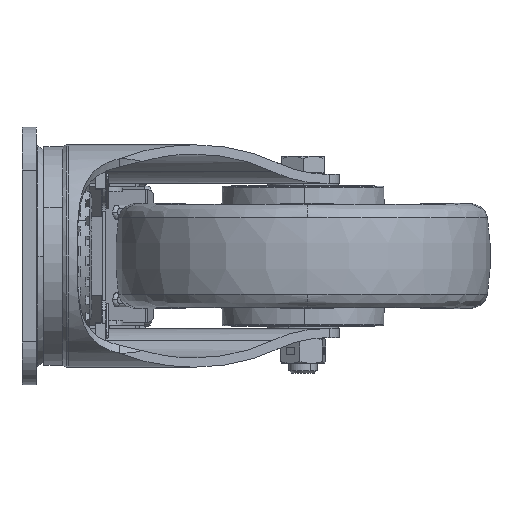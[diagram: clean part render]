
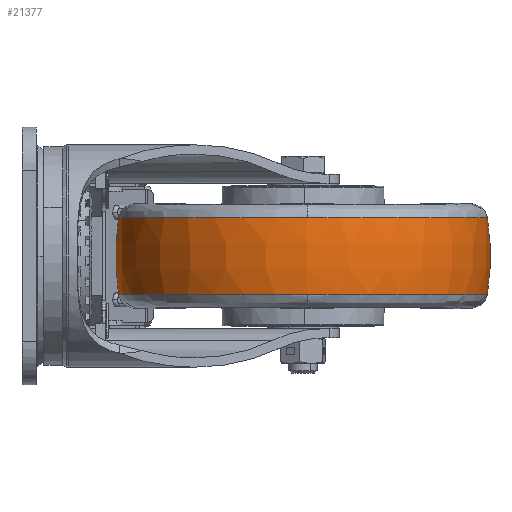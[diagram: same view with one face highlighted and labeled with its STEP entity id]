
A CAD part, left-side view. The second image highlights one B-rep face of the part: STEP entity #21377.
In plain terms, the highlighted toroidal (fillet/blend) face has major radius 30 mm and minor radius 110 mm.
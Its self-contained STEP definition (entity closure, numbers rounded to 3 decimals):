
#389 = CARTESIAN_POINT ( 'NONE',  ( -18.765, -121.873, 16.289 ) ) ;
#1458 = CARTESIAN_POINT ( 'NONE',  ( 60., -120., 16.289 ) ) ;
#2789 = VERTEX_POINT ( 'NONE', #389 ) ;
#3185 = ORIENTED_EDGE ( 'NONE', *, *, #25235, .T. ) ;
#5340 = DIRECTION ( 'NONE',  ( 0., 0., 1. ) ) ;
#5564 = ORIENTED_EDGE ( 'NONE', *, *, #36811, .T. ) ;
#7495 = CARTESIAN_POINT ( 'NONE',  ( 60., -120., 16.289 ) ) ;
#8046 = FACE_OUTER_BOUND ( 'NONE', #15624, .T. ) ;
#8803 = DIRECTION ( 'NONE',  ( -1., -0.024, 0. ) ) ;
#9664 = DIRECTION ( 'NONE',  ( 0., 0., -1. ) ) ;
#13456 = VERTEX_POINT ( 'NONE', #78898 ) ;
#15624 = EDGE_LOOP ( 'NONE', ( #3185, #5564, #61668, #31363, #53789, #41781 ) ) ;
#15628 = CIRCLE ( 'NONE', #69716, 78.787 ) ;
#16357 = AXIS2_PLACEMENT_3D ( 'NONE', #56425, #23335, #42076 ) ;
#17677 = AXIS2_PLACEMENT_3D ( 'NONE', #1458, #42351, #8803 ) ;
#18618 = EDGE_CURVE ( 'NONE', #80112, #13456, #65407, .T. ) ;
#21377 = ADVANCED_FACE ( 'NONE', ( #8046 ), #33977, .T. ) ;
#23058 = CARTESIAN_POINT ( 'NONE',  ( 58.127, -41.235, 16.289 ) ) ;
#23335 = DIRECTION ( 'NONE',  ( 1., 0.024, 0. ) ) ;
#25235 = EDGE_CURVE ( 'NONE', #44269, #2789, #54537, .T. ) ;
#29196 = EDGE_CURVE ( 'NONE', #67443, #70030, #50812, .T. ) ;
#31363 = ORIENTED_EDGE ( 'NONE', *, *, #66238, .T. ) ;
#33977 = TOROIDAL_SURFACE ( 'NONE', #49209, -30., 110. ) ;
#34131 = DIRECTION ( 'NONE',  ( 0., 0., -1. ) ) ;
#35225 = CARTESIAN_POINT ( 'NONE',  ( 58.127, -41.235, -16.289 ) ) ;
#36811 = EDGE_CURVE ( 'NONE', #2789, #67443, #66363, .T. ) ;
#37611 = AXIS2_PLACEMENT_3D ( 'NONE', #79472, #59384, #52421 ) ;
#39088 = CARTESIAN_POINT ( 'NONE',  ( 60.713, -149.991, 0. ) ) ;
#40747 = CARTESIAN_POINT ( 'NONE',  ( 60., -120., 0. ) ) ;
#41781 = ORIENTED_EDGE ( 'NONE', *, *, #45738, .F. ) ;
#42076 = DIRECTION ( 'NONE',  ( -0.024, 1., 0. ) ) ;
#42351 = DIRECTION ( 'NONE',  ( 0., 0., -1. ) ) ;
#44269 = VERTEX_POINT ( 'NONE', #70580 ) ;
#45738 = EDGE_CURVE ( 'NONE', #44269, #13456, #53862, .T. ) ;
#49209 = AXIS2_PLACEMENT_3D ( 'NONE', #40747, #9664, #59458 ) ;
#50812 = CIRCLE ( 'NONE', #84276, 110. ) ;
#52421 = DIRECTION ( 'NONE',  ( -0.024, 1., 0. ) ) ;
#52781 = CARTESIAN_POINT ( 'NONE',  ( -18.765, -121.873, -16.289 ) ) ;
#53772 = CARTESIAN_POINT ( 'NONE',  ( 60., -120., -16.289 ) ) ;
#53789 = ORIENTED_EDGE ( 'NONE', *, *, #18618, .T. ) ;
#53862 = CIRCLE ( 'NONE', #16357, 110. ) ;
#54537 = CIRCLE ( 'NONE', #61512, 78.787 ) ;
#56425 = CARTESIAN_POINT ( 'NONE',  ( 59.287, -90.008, 0. ) ) ;
#58039 = DIRECTION ( 'NONE',  ( -0.024, 1., 0. ) ) ;
#58218 = DIRECTION ( 'NONE',  ( -1., -0.024, 0. ) ) ;
#59384 = DIRECTION ( 'NONE',  ( 0., 0., 1. ) ) ;
#59458 = DIRECTION ( 'NONE',  ( 0.024, -1., 0. ) ) ;
#61512 = AXIS2_PLACEMENT_3D ( 'NONE', #7495, #34131, #73776 ) ;
#61668 = ORIENTED_EDGE ( 'NONE', *, *, #29196, .T. ) ;
#65407 = CIRCLE ( 'NONE', #37611, 78.787 ) ;
#66238 = EDGE_CURVE ( 'NONE', #70030, #80112, #15628, .T. ) ;
#66363 = CIRCLE ( 'NONE', #17677, 78.787 ) ;
#67443 = VERTEX_POINT ( 'NONE', #23058 ) ;
#69716 = AXIS2_PLACEMENT_3D ( 'NONE', #53772, #5340, #58039 ) ;
#70030 = VERTEX_POINT ( 'NONE', #35225 ) ;
#70580 = CARTESIAN_POINT ( 'NONE',  ( 61.873, -198.765, 16.289 ) ) ;
#73776 = DIRECTION ( 'NONE',  ( -1., -0.024, 0. ) ) ;
#77874 = DIRECTION ( 'NONE',  ( 0.024, -1., 0. ) ) ;
#78898 = CARTESIAN_POINT ( 'NONE',  ( 61.873, -198.765, -16.289 ) ) ;
#79472 = CARTESIAN_POINT ( 'NONE',  ( 60., -120., -16.289 ) ) ;
#80112 = VERTEX_POINT ( 'NONE', #52781 ) ;
#84276 = AXIS2_PLACEMENT_3D ( 'NONE', #39088, #58218, #77874 ) ;
